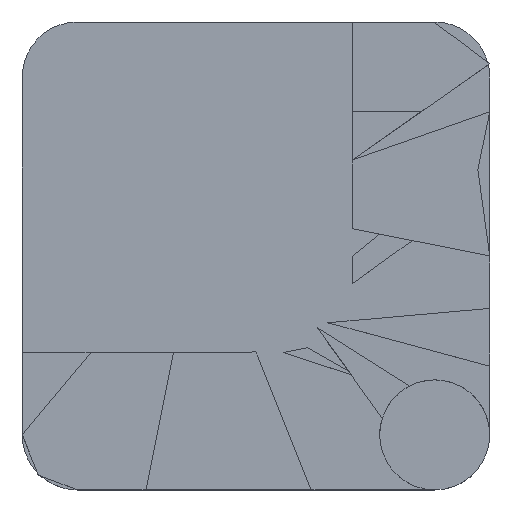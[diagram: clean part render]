
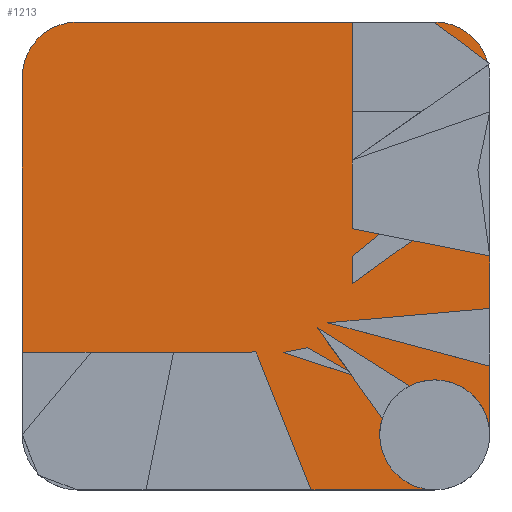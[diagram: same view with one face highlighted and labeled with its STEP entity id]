
A CAD part, top view. The second image highlights one B-rep face of the part: STEP entity #1213.
In plain terms, the highlighted planar face has unit normal (0, 0, 1).
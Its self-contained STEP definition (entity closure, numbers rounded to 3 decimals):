
#18=CIRCLE('',#1268,4.);
#20=CIRCLE('',#1273,4.);
#28=CIRCLE('',#1306,4.);
#30=CIRCLE('',#1308,4.);
#32=CIRCLE('',#1310,4.);
#72=FACE_OUTER_BOUND('',#140,.T.);
#140=EDGE_LOOP('',(#938,#939,#940,#941,#942,#943,#944,#945,#946,#947,#948,
#949,#950,#951,#952,#953,#954,#955,#956,#957,#958,#959,#960,#961,#962,#963,
#964,#965,#966,#967));
#177=LINE('',#1684,#334);
#182=LINE('',#1699,#339);
#189=LINE('',#1714,#346);
#195=LINE('',#1726,#352);
#201=LINE('',#1745,#358);
#203=LINE('',#1749,#360);
#212=LINE('',#1770,#369);
#221=LINE('',#1791,#378);
#227=LINE('',#1801,#384);
#229=LINE('',#1806,#386);
#238=LINE('',#1822,#395);
#257=LINE('',#1875,#414);
#261=LINE('',#1884,#418);
#262=LINE('',#1885,#419);
#263=LINE('',#1886,#420);
#264=LINE('',#1888,#421);
#265=LINE('',#1890,#422);
#266=LINE('',#1892,#423);
#267=LINE('',#1894,#424);
#268=LINE('',#1895,#425);
#269=LINE('',#1897,#426);
#270=LINE('',#1898,#427);
#271=LINE('',#1900,#428);
#272=LINE('',#1902,#429);
#273=LINE('',#1903,#430);
#334=VECTOR('',#1355,10.);
#339=VECTOR('',#1368,10.);
#346=VECTOR('',#1377,10.);
#352=VECTOR('',#1383,10.);
#358=VECTOR('',#1403,10.);
#360=VECTOR('',#1407,10.);
#369=VECTOR('',#1426,10.);
#378=VECTOR('',#1447,10.);
#384=VECTOR('',#1455,10.);
#386=VECTOR('',#1459,10.);
#395=VECTOR('',#1472,10.);
#414=VECTOR('',#1529,10.);
#418=VECTOR('',#1537,10.);
#419=VECTOR('',#1538,10.);
#420=VECTOR('',#1539,10.);
#421=VECTOR('',#1540,10.);
#422=VECTOR('',#1541,10.);
#423=VECTOR('',#1542,10.);
#424=VECTOR('',#1543,10.);
#425=VECTOR('',#1544,10.);
#426=VECTOR('',#1545,10.);
#427=VECTOR('',#1546,10.);
#428=VECTOR('',#1547,10.);
#429=VECTOR('',#1548,10.);
#430=VECTOR('',#1549,10.);
#491=VERTEX_POINT('',#1681);
#492=VERTEX_POINT('',#1683);
#494=VERTEX_POINT('',#1689);
#497=VERTEX_POINT('',#1696);
#498=VERTEX_POINT('',#1698);
#504=VERTEX_POINT('',#1712);
#505=VERTEX_POINT('',#1713);
#510=VERTEX_POINT('',#1723);
#511=VERTEX_POINT('',#1725);
#512=VERTEX_POINT('',#1729);
#517=VERTEX_POINT('',#1744);
#518=VERTEX_POINT('',#1748);
#524=VERTEX_POINT('',#1767);
#525=VERTEX_POINT('',#1769);
#531=VERTEX_POINT('',#1789);
#534=VERTEX_POINT('',#1799);
#536=VERTEX_POINT('',#1804);
#550=VERTEX_POINT('',#1856);
#551=VERTEX_POINT('',#1860);
#554=VERTEX_POINT('',#1866);
#556=VERTEX_POINT('',#1874);
#558=VERTEX_POINT('',#1882);
#559=VERTEX_POINT('',#1883);
#560=VERTEX_POINT('',#1887);
#561=VERTEX_POINT('',#1889);
#562=VERTEX_POINT('',#1891);
#563=VERTEX_POINT('',#1893);
#564=VERTEX_POINT('',#1896);
#565=VERTEX_POINT('',#1899);
#566=VERTEX_POINT('',#1901);
#601=EDGE_CURVE('',#492,#491,#177,.T.);
#605=EDGE_CURVE('',#491,#494,#18,.T.);
#608=EDGE_CURVE('',#498,#497,#182,.T.);
#615=EDGE_CURVE('',#504,#505,#189,.T.);
#621=EDGE_CURVE('',#511,#510,#195,.T.);
#625=EDGE_CURVE('',#512,#492,#20,.T.);
#630=EDGE_CURVE('',#517,#498,#201,.T.);
#632=EDGE_CURVE('',#518,#517,#203,.T.);
#642=EDGE_CURVE('',#525,#524,#212,.T.);
#653=EDGE_CURVE('',#524,#531,#221,.T.);
#659=EDGE_CURVE('',#531,#534,#227,.T.);
#661=EDGE_CURVE('',#494,#536,#229,.T.);
#670=EDGE_CURVE('',#536,#518,#238,.T.);
#688=EDGE_CURVE('',#497,#550,#28,.T.);
#690=EDGE_CURVE('',#551,#504,#30,.T.);
#694=EDGE_CURVE('',#550,#554,#32,.T.);
#697=EDGE_CURVE('',#556,#551,#257,.T.);
#701=EDGE_CURVE('',#558,#559,#261,.T.);
#702=EDGE_CURVE('',#559,#525,#262,.T.);
#703=EDGE_CURVE('',#534,#512,#263,.T.);
#704=EDGE_CURVE('',#554,#560,#264,.T.);
#705=EDGE_CURVE('',#560,#561,#265,.T.);
#706=EDGE_CURVE('',#561,#562,#266,.T.);
#707=EDGE_CURVE('',#562,#563,#267,.T.);
#708=EDGE_CURVE('',#563,#556,#268,.T.);
#709=EDGE_CURVE('',#505,#564,#269,.T.);
#710=EDGE_CURVE('',#564,#511,#270,.T.);
#711=EDGE_CURVE('',#510,#565,#271,.T.);
#712=EDGE_CURVE('',#565,#566,#272,.T.);
#713=EDGE_CURVE('',#566,#558,#273,.T.);
#938=ORIENTED_EDGE('',*,*,#701,.T.);
#939=ORIENTED_EDGE('',*,*,#702,.T.);
#940=ORIENTED_EDGE('',*,*,#642,.T.);
#941=ORIENTED_EDGE('',*,*,#653,.T.);
#942=ORIENTED_EDGE('',*,*,#659,.T.);
#943=ORIENTED_EDGE('',*,*,#703,.T.);
#944=ORIENTED_EDGE('',*,*,#625,.T.);
#945=ORIENTED_EDGE('',*,*,#601,.T.);
#946=ORIENTED_EDGE('',*,*,#605,.T.);
#947=ORIENTED_EDGE('',*,*,#661,.T.);
#948=ORIENTED_EDGE('',*,*,#670,.T.);
#949=ORIENTED_EDGE('',*,*,#632,.T.);
#950=ORIENTED_EDGE('',*,*,#630,.T.);
#951=ORIENTED_EDGE('',*,*,#608,.T.);
#952=ORIENTED_EDGE('',*,*,#688,.T.);
#953=ORIENTED_EDGE('',*,*,#694,.T.);
#954=ORIENTED_EDGE('',*,*,#704,.T.);
#955=ORIENTED_EDGE('',*,*,#705,.T.);
#956=ORIENTED_EDGE('',*,*,#706,.T.);
#957=ORIENTED_EDGE('',*,*,#707,.T.);
#958=ORIENTED_EDGE('',*,*,#708,.T.);
#959=ORIENTED_EDGE('',*,*,#697,.T.);
#960=ORIENTED_EDGE('',*,*,#690,.T.);
#961=ORIENTED_EDGE('',*,*,#615,.T.);
#962=ORIENTED_EDGE('',*,*,#709,.T.);
#963=ORIENTED_EDGE('',*,*,#710,.T.);
#964=ORIENTED_EDGE('',*,*,#621,.T.);
#965=ORIENTED_EDGE('',*,*,#711,.T.);
#966=ORIENTED_EDGE('',*,*,#712,.T.);
#967=ORIENTED_EDGE('',*,*,#713,.T.);
#1145=PLANE('',#1314);
#1213=ADVANCED_FACE('',(#72),#1145,.T.);
#1268=AXIS2_PLACEMENT_3D('',#1691,#1362,#1363);
#1273=AXIS2_PLACEMENT_3D('',#1733,#1390,#1391);
#1306=AXIS2_PLACEMENT_3D('',#1858,#1511,#1512);
#1308=AXIS2_PLACEMENT_3D('',#1861,#1515,#1516);
#1310=AXIS2_PLACEMENT_3D('',#1868,#1521,#1522);
#1314=AXIS2_PLACEMENT_3D('',#1881,#1535,#1536);
#1355=DIRECTION('',(-1.,0.,0.));
#1362=DIRECTION('center_axis',(0.,0.,1.));
#1363=DIRECTION('ref_axis',(1.,0.,0.));
#1368=DIRECTION('',(1.,0.,0.));
#1377=DIRECTION('',(0.,1.,0.));
#1383=DIRECTION('',(0.,1.,0.));
#1390=DIRECTION('center_axis',(0.,0.,1.));
#1391=DIRECTION('ref_axis',(1.,0.,0.));
#1403=DIRECTION('',(0.37,-0.929,0.));
#1407=DIRECTION('',(1.,0.005,0.));
#1426=DIRECTION('',(0.,1.,0.));
#1447=DIRECTION('',(0.,1.,0.));
#1455=DIRECTION('',(1.,0.,0.));
#1459=DIRECTION('',(0.,-1.,0.));
#1472=DIRECTION('',(1.,0.,0.));
#1511=DIRECTION('center_axis',(0.,0.,-1.));
#1512=DIRECTION('ref_axis',(-1.,0.,0.));
#1515=DIRECTION('center_axis',(0.,0.,-1.));
#1516=DIRECTION('ref_axis',(-1.,0.,0.));
#1521=DIRECTION('center_axis',(0.,0.,-1.));
#1522=DIRECTION('ref_axis',(-1.,0.,0.));
#1529=DIRECTION('',(0.845,-0.535,0.));
#1535=DIRECTION('center_axis',(0.,0.,1.));
#1536=DIRECTION('ref_axis',(1.,0.,0.));
#1537=DIRECTION('',(0.779,0.627,0.));
#1538=DIRECTION('',(-0.981,0.194,0.));
#1539=DIRECTION('',(0.8,-0.6,0.));
#1540=DIRECTION('',(-0.584,0.812,0.));
#1541=DIRECTION('',(-0.95,0.313,0.));
#1542=DIRECTION('',(0.982,0.189,0.));
#1543=DIRECTION('',(0.87,-0.494,0.));
#1544=DIRECTION('',(-0.584,0.812,0.));
#1545=DIRECTION('',(-0.966,0.259,0.));
#1546=DIRECTION('',(0.996,0.088,0.));
#1547=DIRECTION('',(-0.981,0.194,0.));
#1548=DIRECTION('',(-0.812,-0.584,0.));
#1549=DIRECTION('',(0.,1.,0.));
#1681=CARTESIAN_POINT('',(0.,30.04,5.));
#1683=CARTESIAN_POINT('',(26.,30.04,5.));
#1684=CARTESIAN_POINT('',(26.,30.04,5.));
#1689=CARTESIAN_POINT('',(-3.998,25.908,5.));
#1691=CARTESIAN_POINT('Origin',(0.,26.04,5.));
#1696=CARTESIAN_POINT('',(26.,-4.,5.));
#1698=CARTESIAN_POINT('',(17.,-4.,5.));
#1699=CARTESIAN_POINT('',(0.,-4.,5.));
#1712=CARTESIAN_POINT('',(30.,0.,5.));
#1713=CARTESIAN_POINT('',(30.,5.,5.));
#1714=CARTESIAN_POINT('',(30.,0.,5.));
#1723=CARTESIAN_POINT('',(30.,13.02,5.));
#1725=CARTESIAN_POINT('',(30.,9.201,5.));
#1726=CARTESIAN_POINT('',(30.,0.,5.));
#1729=CARTESIAN_POINT('',(29.854,27.109,5.));
#1733=CARTESIAN_POINT('Origin',(26.,26.04,5.));
#1744=CARTESIAN_POINT('',(13.,6.03,5.));
#1745=CARTESIAN_POINT('',(13.797,4.03,5.));
#1748=CARTESIAN_POINT('',(7.,6.,5.));
#1749=CARTESIAN_POINT('',(13.017,6.03,5.));
#1767=CARTESIAN_POINT('',(20.,20.,5.));
#1769=CARTESIAN_POINT('',(20.,15.,5.));
#1770=CARTESIAN_POINT('',(20.,16.51,5.));
#1789=CARTESIAN_POINT('',(20.,30.,5.));
#1791=CARTESIAN_POINT('',(20.,21.51,5.));
#1799=CARTESIAN_POINT('',(26.,30.,5.));
#1801=CARTESIAN_POINT('',(19.5,30.,5.));
#1804=CARTESIAN_POINT('',(-3.998,6.,5.));
#1806=CARTESIAN_POINT('',(-3.998,25.908,5.));
#1822=CARTESIAN_POINT('',(7.,6.,5.));
#1856=CARTESIAN_POINT('',(22.,0.,5.));
#1858=CARTESIAN_POINT('Origin',(26.,0.,5.));
#1860=CARTESIAN_POINT('',(24.163,3.553,5.));
#1861=CARTESIAN_POINT('Origin',(26.,0.,5.));
#1866=CARTESIAN_POINT('',(22.189,1.215,5.));
#1868=CARTESIAN_POINT('Origin',(26.,0.,5.));
#1874=CARTESIAN_POINT('',(17.457,7.794,5.));
#1875=CARTESIAN_POINT('',(18.186,7.333,5.));
#1881=CARTESIAN_POINT('Origin',(13.,13.02,5.));
#1882=CARTESIAN_POINT('',(20.,13.,5.));
#1883=CARTESIAN_POINT('',(21.994,14.605,5.));
#1884=CARTESIAN_POINT('',(19.504,12.601,5.));
#1885=CARTESIAN_POINT('',(16.821,15.63,5.));
#1886=CARTESIAN_POINT('',(27.915,28.564,5.));
#1887=CARTESIAN_POINT('',(19.909,4.385,5.));
#1888=CARTESIAN_POINT('',(15.459,10.573,5.));
#1889=CARTESIAN_POINT('',(15.,6.,5.));
#1890=CARTESIAN_POINT('',(13.056,6.64,5.));
#1891=CARTESIAN_POINT('',(16.775,6.342,5.));
#1892=CARTESIAN_POINT('',(15.575,6.111,5.));
#1893=CARTESIAN_POINT('',(19.693,4.685,5.));
#1894=CARTESIAN_POINT('',(15.854,6.865,5.));
#1895=CARTESIAN_POINT('',(15.459,10.573,5.));
#1896=CARTESIAN_POINT('',(18.231,8.159,5.));
#1897=CARTESIAN_POINT('',(15.183,8.977,5.));
#1898=CARTESIAN_POINT('',(21.734,8.469,5.));
#1899=CARTESIAN_POINT('',(24.364,14.136,5.));
#1900=CARTESIAN_POINT('',(16.821,15.63,5.));
#1901=CARTESIAN_POINT('',(20.,11.,5.));
#1902=CARTESIAN_POINT('',(18.171,9.685,5.));
#1903=CARTESIAN_POINT('',(20.,13.01,5.));
